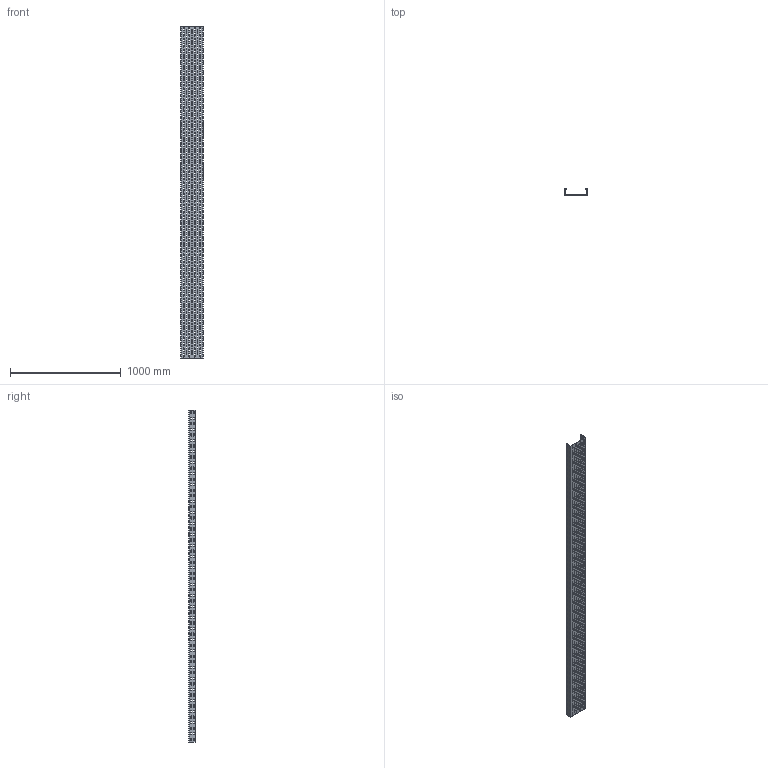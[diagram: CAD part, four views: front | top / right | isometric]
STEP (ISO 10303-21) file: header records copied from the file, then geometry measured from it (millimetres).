
FILE_DESCRIPTION((''),'2;1');
FILE_NAME('6055206','2012-06-06T',('AndreasKeweloh'),(''),'PRO/ENGINEER BY PARAMETRIC TECHNOLOGY CORPORATION, 2012060','PRO/ENGINEER BY PARAMETRIC TECHNOLOGY CORPORATION, 2012060','');
FILE_SCHEMA(('CONFIG_CONTROL_DESIGN'));
Products named in the file (1): 6055206
Bounding box: 200 x 60 x 3000 mm (x, y, z)
Volume: 914989.2 mm3; surface area: 1878206.6 mm2
Topology: 1 solids, 1 shells, 2646 faces, 7932 edges, 5288 vertices
Faces by surface type: plane 1324, cylinder 1322
Entity records: 92586 total; most frequent: DIRECTION 15868, CARTESIAN_POINT 15866, ORIENTED_EDGE 15864, EDGE_CURVE 7932, AXIS2_PLACEMENT_3D 5290, VECTOR 5288, LINE 5288, VERTEX_POINT 5288
